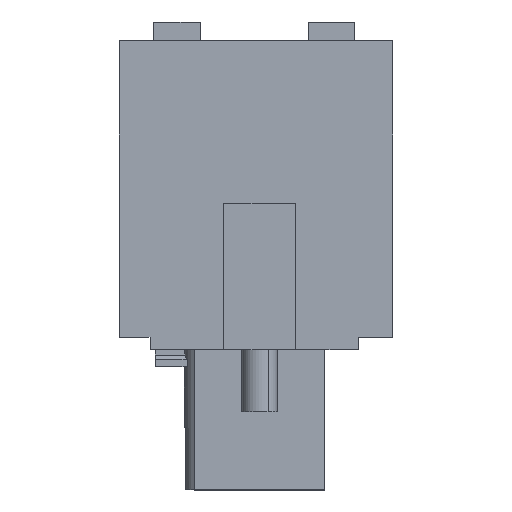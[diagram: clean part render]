
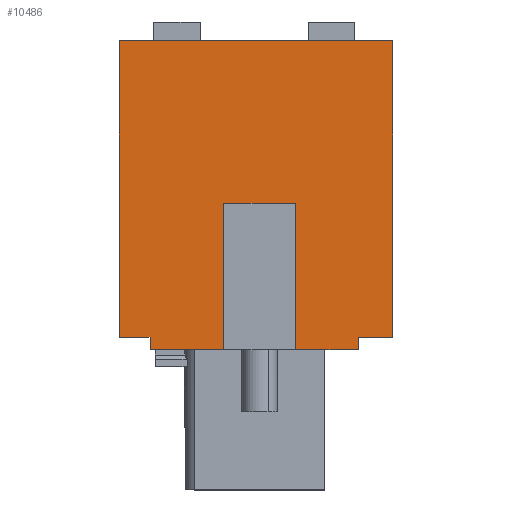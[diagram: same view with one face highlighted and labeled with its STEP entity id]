
A CAD part, left-side view. The second image highlights one B-rep face of the part: STEP entity #10486.
In plain terms, the highlighted planar face has unit normal (-1, 0, 0).
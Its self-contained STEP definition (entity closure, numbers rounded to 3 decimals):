
#10451=AXIS2_PLACEMENT_3D('Plane Axis2P3D',#10448,#10449,#10450) ;
#40=CARTESIAN_POINT('Vertex',(3.375,0.,25.)) ;
#3780=CARTESIAN_POINT('Vertex',(3.375,15.2,25.)) ;
#3783=CARTESIAN_POINT('Line Origine',(3.375,7.6,25.)) ;
#4704=CARTESIAN_POINT('Vertex',(3.375,15.2,8.5)) ;
#4707=CARTESIAN_POINT('Line Origine',(3.375,15.2,16.75)) ;
#5446=CARTESIAN_POINT('Line Origine',(3.375,14.35,8.5)) ;
#5450=CARTESIAN_POINT('Vertex',(3.375,13.5,8.5)) ;
#5483=CARTESIAN_POINT('Vertex',(3.375,13.5,7.8)) ;
#5486=CARTESIAN_POINT('Line Origine',(3.375,13.5,8.15)) ;
#5514=CARTESIAN_POINT('Vertex',(3.375,1.9,7.8)) ;
#5528=CARTESIAN_POINT('Vertex',(3.375,1.9,8.5)) ;
#5531=CARTESIAN_POINT('Line Origine',(3.375,1.9,8.15)) ;
#5543=CARTESIAN_POINT('Line Origine',(3.375,0.95,8.5)) ;
#5547=CARTESIAN_POINT('Vertex',(3.375,0.,8.5)) ;
#5593=CARTESIAN_POINT('Line Origine',(3.375,0.,16.75)) ;
#8553=CARTESIAN_POINT('Line Origine',(3.375,3.65,7.8)) ;
#8557=CARTESIAN_POINT('Vertex',(3.375,5.4,7.8)) ;
#8578=CARTESIAN_POINT('Vertex',(3.375,9.4,7.8)) ;
#8581=CARTESIAN_POINT('Line Origine',(3.375,11.45,7.8)) ;
#10448=CARTESIAN_POINT('Axis2P3D Location',(3.375,0.,0.)) ;
#10453=CARTESIAN_POINT('Line Origine',(3.375,9.4,16.4)) ;
#10457=CARTESIAN_POINT('Vertex',(3.375,9.4,15.95)) ;
#10460=CARTESIAN_POINT('Line Origine',(3.375,7.6,15.95)) ;
#10464=CARTESIAN_POINT('Vertex',(3.375,5.4,15.95)) ;
#10467=CARTESIAN_POINT('Line Origine',(3.375,5.4,16.4)) ;
#3784=DIRECTION('Vector Direction',(0.,1.,0.)) ;
#4708=DIRECTION('Vector Direction',(0.,0.,1.)) ;
#5447=DIRECTION('Vector Direction',(0.,1.,0.)) ;
#5487=DIRECTION('Vector Direction',(0.,0.,1.)) ;
#5532=DIRECTION('Vector Direction',(0.,0.,-1.)) ;
#5544=DIRECTION('Vector Direction',(0.,1.,0.)) ;
#5594=DIRECTION('Vector Direction',(0.,0.,-1.)) ;
#8554=DIRECTION('Vector Direction',(0.,1.,0.)) ;
#8582=DIRECTION('Vector Direction',(0.,1.,0.)) ;
#10449=DIRECTION('Axis2P3D Direction',(-1.,0.,0.)) ;
#10450=DIRECTION('Axis2P3D XDirection',(0.,0.,1.)) ;
#10454=DIRECTION('Vector Direction',(0.,0.,1.)) ;
#10461=DIRECTION('Vector Direction',(0.,1.,0.)) ;
#10468=DIRECTION('Vector Direction',(0.,0.,1.)) ;
#3785=VECTOR('Line Direction',#3784,1.) ;
#4709=VECTOR('Line Direction',#4708,1.) ;
#5448=VECTOR('Line Direction',#5447,1.) ;
#5488=VECTOR('Line Direction',#5487,1.) ;
#5533=VECTOR('Line Direction',#5532,1.) ;
#5545=VECTOR('Line Direction',#5544,1.) ;
#5595=VECTOR('Line Direction',#5594,1.) ;
#8555=VECTOR('Line Direction',#8554,1.) ;
#8583=VECTOR('Line Direction',#8582,1.) ;
#10455=VECTOR('Line Direction',#10454,1.) ;
#10462=VECTOR('Line Direction',#10461,1.) ;
#10469=VECTOR('Line Direction',#10468,1.) ;
#10473=ORIENTED_EDGE('',*,*,#8559,.F.) ;
#10474=ORIENTED_EDGE('',*,*,#5535,.F.) ;
#10475=ORIENTED_EDGE('',*,*,#5549,.F.) ;
#10476=ORIENTED_EDGE('',*,*,#5597,.F.) ;
#10477=ORIENTED_EDGE('',*,*,#3787,.T.) ;
#10478=ORIENTED_EDGE('',*,*,#4711,.F.) ;
#10479=ORIENTED_EDGE('',*,*,#5452,.F.) ;
#10480=ORIENTED_EDGE('',*,*,#5490,.F.) ;
#10481=ORIENTED_EDGE('',*,*,#8585,.F.) ;
#10482=ORIENTED_EDGE('',*,*,#10459,.F.) ;
#10483=ORIENTED_EDGE('',*,*,#10466,.T.) ;
#10484=ORIENTED_EDGE('',*,*,#10471,.T.) ;
#10486=ADVANCED_FACE('HOUSING',(#10485),#10452,.T.) ;
#3787=EDGE_CURVE('',#41,#3781,#3786,.T.) ;
#4711=EDGE_CURVE('',#4705,#3781,#4710,.T.) ;
#5452=EDGE_CURVE('',#5451,#4705,#5449,.T.) ;
#5490=EDGE_CURVE('',#5484,#5451,#5489,.T.) ;
#5535=EDGE_CURVE('',#5529,#5515,#5534,.T.) ;
#5549=EDGE_CURVE('',#5548,#5529,#5546,.T.) ;
#5597=EDGE_CURVE('',#41,#5548,#5596,.T.) ;
#8559=EDGE_CURVE('',#5515,#8558,#8556,.T.) ;
#8585=EDGE_CURVE('',#8579,#5484,#8584,.T.) ;
#10459=EDGE_CURVE('',#10458,#8579,#10456,.F.) ;
#10466=EDGE_CURVE('',#10458,#10465,#10463,.F.) ;
#10471=EDGE_CURVE('',#10465,#8558,#10470,.F.) ;
#10472=EDGE_LOOP('',(#10473,#10474,#10475,#10476,#10477,#10478,#10479,#10480,#10481,#10482,#10483,#10484)) ;
#10485=FACE_OUTER_BOUND('',#10472,.T.) ;
#3786=LINE('Line',#3783,#3785) ;
#4710=LINE('Line',#4707,#4709) ;
#5449=LINE('Line',#5446,#5448) ;
#5489=LINE('Line',#5486,#5488) ;
#5534=LINE('Line',#5531,#5533) ;
#5546=LINE('Line',#5543,#5545) ;
#5596=LINE('Line',#5593,#5595) ;
#8556=LINE('Line',#8553,#8555) ;
#8584=LINE('Line',#8581,#8583) ;
#10456=LINE('Line',#10453,#10455) ;
#10463=LINE('Line',#10460,#10462) ;
#10470=LINE('Line',#10467,#10469) ;
#10452=PLANE('',#10451) ;
#41=VERTEX_POINT('',#40) ;
#3781=VERTEX_POINT('',#3780) ;
#4705=VERTEX_POINT('',#4704) ;
#5451=VERTEX_POINT('',#5450) ;
#5484=VERTEX_POINT('',#5483) ;
#5515=VERTEX_POINT('',#5514) ;
#5529=VERTEX_POINT('',#5528) ;
#5548=VERTEX_POINT('',#5547) ;
#8558=VERTEX_POINT('',#8557) ;
#8579=VERTEX_POINT('',#8578) ;
#10458=VERTEX_POINT('',#10457) ;
#10465=VERTEX_POINT('',#10464) ;
